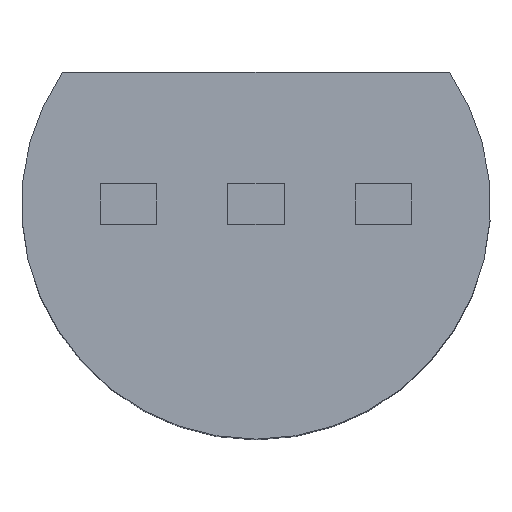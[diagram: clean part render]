
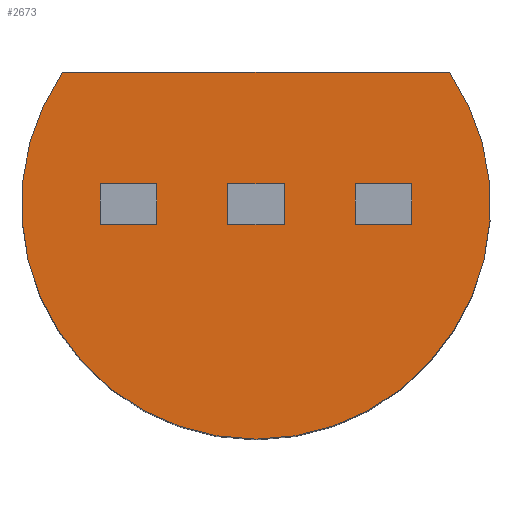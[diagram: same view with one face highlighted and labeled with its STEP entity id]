
A CAD part, top view. The second image highlights one B-rep face of the part: STEP entity #2673.
In plain terms, the highlighted planar face has unit normal (0, 0, 1).
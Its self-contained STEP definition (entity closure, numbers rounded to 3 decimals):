
#16 = VERTEX_POINT ( 'NONE', #1635 ) ;
#162 = EDGE_CURVE ( 'NONE', #4045, #3953, #965, .T. ) ;
#211 = ORIENTED_EDGE ( 'NONE', *, *, #1775, .T. ) ;
#268 = CARTESIAN_POINT ( 'NONE',  ( -1.525, -0.15, 4.6 ) ) ;
#331 = EDGE_LOOP ( 'NONE', ( #1541, #4467, #4308 ) ) ;
#367 = CARTESIAN_POINT ( 'NONE',  ( 1.525, -0.35, 4.6 ) ) ;
#389 = CARTESIAN_POINT ( 'NONE',  ( -0.763, -0.2, 4.6 ) ) ;
#435 = EDGE_CURVE ( 'NONE', #3953, #1208, #2346, .T. ) ;
#467 = FACE_BOUND ( 'NONE', #1487, .T. ) ;
#533 = EDGE_CURVE ( 'NONE', #630, #1377, #4392, .T. ) ;
#618 = CARTESIAN_POINT ( 'NONE',  ( -0.975, 0.2, 4.6 ) ) ;
#630 = VERTEX_POINT ( 'NONE', #2253 ) ;
#656 = DIRECTION ( 'NONE',  ( 1., 0., 0. ) ) ;
#670 = DIRECTION ( 'NONE',  ( 1., 0., 0. ) ) ;
#742 = LINE ( 'NONE', #763, #1331 ) ;
#748 = DIRECTION ( 'NONE',  ( -1., 0., 0. ) ) ;
#763 = CARTESIAN_POINT ( 'NONE',  ( -0.975, -0.35, 4.6 ) ) ;
#801 = DIRECTION ( 'NONE',  ( -1., 0., 0. ) ) ;
#802 = CIRCLE ( 'NONE', #1771, 2.3 ) ;
#829 = CARTESIAN_POINT ( 'NONE',  ( 0.275, -0.2, 4.6 ) ) ;
#838 = VECTOR ( 'NONE', #896, 1000. ) ;
#849 = VERTEX_POINT ( 'NONE', #1517 ) ;
#896 = DIRECTION ( 'NONE',  ( 0., 1., 0. ) ) ;
#932 = ORIENTED_EDGE ( 'NONE', *, *, #435, .T. ) ;
#965 = LINE ( 'NONE', #2344, #838 ) ;
#971 = CARTESIAN_POINT ( 'NONE',  ( 0.763, 0.2, 4.6 ) ) ;
#1014 = VECTOR ( 'NONE', #670, 1000. ) ;
#1054 = VECTOR ( 'NONE', #1400, 1000. ) ;
#1113 = FACE_OUTER_BOUND ( 'NONE', #331, .T. ) ;
#1151 = ORIENTED_EDGE ( 'NONE', *, *, #2199, .T. ) ;
#1157 = ORIENTED_EDGE ( 'NONE', *, *, #3091, .T. ) ;
#1208 = VERTEX_POINT ( 'NONE', #4442 ) ;
#1217 = CARTESIAN_POINT ( 'NONE',  ( -1.897, 1.3, 4.6 ) ) ;
#1224 = VECTOR ( 'NONE', #4063, 1000. ) ;
#1273 = VECTOR ( 'NONE', #2681, 1000. ) ;
#1286 = CARTESIAN_POINT ( 'NONE',  ( -1.897, 1.3, 4.6 ) ) ;
#1331 = VECTOR ( 'NONE', #4166, 1000. ) ;
#1353 = CARTESIAN_POINT ( 'NONE',  ( 0.275, -0.35, 4.6 ) ) ;
#1377 = VERTEX_POINT ( 'NONE', #1217 ) ;
#1400 = DIRECTION ( 'NONE',  ( 0., -1., 0. ) ) ;
#1407 = EDGE_CURVE ( 'NONE', #2214, #2661, #4418, .T. ) ;
#1433 = CARTESIAN_POINT ( 'NONE',  ( -0.975, -0.2, 4.6 ) ) ;
#1463 = VERTEX_POINT ( 'NONE', #1433 ) ;
#1476 = ORIENTED_EDGE ( 'NONE', *, *, #2868, .T. ) ;
#1487 = EDGE_LOOP ( 'NONE', ( #1151, #1476, #1714, #932 ) ) ;
#1517 = CARTESIAN_POINT ( 'NONE',  ( -1.525, -0.2, 4.6 ) ) ;
#1541 = ORIENTED_EDGE ( 'NONE', *, *, #1884, .T. ) ;
#1606 = LINE ( 'NONE', #3081, #1014 ) ;
#1635 = CARTESIAN_POINT ( 'NONE',  ( -1.525, 0.2, 4.6 ) ) ;
#1714 = ORIENTED_EDGE ( 'NONE', *, *, #162, .T. ) ;
#1723 = LINE ( 'NONE', #3830, #1273 ) ;
#1736 = CIRCLE ( 'NONE', #3437, 2.3 ) ;
#1771 = AXIS2_PLACEMENT_3D ( 'NONE', #2712, #2358, #3750 ) ;
#1775 = EDGE_CURVE ( 'NONE', #3429, #3529, #3959, .T. ) ;
#1884 = EDGE_CURVE ( 'NONE', #1377, #2002, #1736, .T. ) ;
#1966 = CARTESIAN_POINT ( 'NONE',  ( 0., 0., 4.6 ) ) ;
#2002 = VERTEX_POINT ( 'NONE', #2072 ) ;
#2019 = VECTOR ( 'NONE', #4292, 1000. ) ;
#2072 = CARTESIAN_POINT ( 'NONE',  ( 0., -2.3, 4.6 ) ) ;
#2122 = FACE_BOUND ( 'NONE', #3195, .T. ) ;
#2199 = EDGE_CURVE ( 'NONE', #1208, #3929, #3160, .T. ) ;
#2214 = VERTEX_POINT ( 'NONE', #4128 ) ;
#2240 = AXIS2_PLACEMENT_3D ( 'NONE', #3006, #4375, #3266 ) ;
#2253 = CARTESIAN_POINT ( 'NONE',  ( 1.897, 1.3, 4.6 ) ) ;
#2292 = DIRECTION ( 'NONE',  ( 1., 0., 0. ) ) ;
#2312 = CARTESIAN_POINT ( 'NONE',  ( -0.275, -0.2, 4.6 ) ) ;
#2344 = CARTESIAN_POINT ( 'NONE',  ( -0.275, -0.15, 4.6 ) ) ;
#2346 = LINE ( 'NONE', #3743, #4127 ) ;
#2358 = DIRECTION ( 'NONE',  ( 0., 0., 1. ) ) ;
#2406 = ORIENTED_EDGE ( 'NONE', *, *, #1407, .T. ) ;
#2443 = LINE ( 'NONE', #367, #1054 ) ;
#2497 = PLANE ( 'NONE',  #2240 ) ;
#2507 = VECTOR ( 'NONE', #4121, 1000. ) ;
#2546 = CARTESIAN_POINT ( 'NONE',  ( 0.487, -0.2, 4.6 ) ) ;
#2586 = ORIENTED_EDGE ( 'NONE', *, *, #4225, .T. ) ;
#2661 = VERTEX_POINT ( 'NONE', #3582 ) ;
#2673 = ADVANCED_FACE ( 'NONE', ( #2122, #467, #4222, #1113 ), #2497, .T. ) ;
#2681 = DIRECTION ( 'NONE',  ( 0., 1., 0. ) ) ;
#2712 = CARTESIAN_POINT ( 'NONE',  ( 0., 0., 4.6 ) ) ;
#2726 = EDGE_LOOP ( 'NONE', ( #2586, #2935, #3888, #3559 ) ) ;
#2745 = EDGE_CURVE ( 'NONE', #16, #4008, #1606, .T. ) ;
#2752 = DIRECTION ( 'NONE',  ( 0., -1., 0. ) ) ;
#2768 = LINE ( 'NONE', #268, #2507 ) ;
#2868 = EDGE_CURVE ( 'NONE', #3929, #4045, #4356, .T. ) ;
#2899 = CARTESIAN_POINT ( 'NONE',  ( -0.138, -0.2, 4.6 ) ) ;
#2935 = ORIENTED_EDGE ( 'NONE', *, *, #3099, .T. ) ;
#2993 = EDGE_CURVE ( 'NONE', #2002, #630, #802, .T. ) ;
#3006 = CARTESIAN_POINT ( 'NONE',  ( 0., -0.5, 4.6 ) ) ;
#3064 = ORIENTED_EDGE ( 'NONE', *, *, #3233, .T. ) ;
#3081 = CARTESIAN_POINT ( 'NONE',  ( -0.487, 0.2, 4.6 ) ) ;
#3091 = EDGE_CURVE ( 'NONE', #2661, #3429, #2443, .T. ) ;
#3099 = EDGE_CURVE ( 'NONE', #1463, #849, #3502, .T. ) ;
#3160 = LINE ( 'NONE', #1353, #3642 ) ;
#3195 = EDGE_LOOP ( 'NONE', ( #1157, #211, #3064, #2406 ) ) ;
#3233 = EDGE_CURVE ( 'NONE', #3529, #2214, #1723, .T. ) ;
#3237 = DIRECTION ( 'NONE',  ( 1., 0., 0. ) ) ;
#3266 = DIRECTION ( 'NONE',  ( 1., 0., 0. ) ) ;
#3288 = VECTOR ( 'NONE', #801, 1000. ) ;
#3406 = VECTOR ( 'NONE', #748, 1000. ) ;
#3429 = VERTEX_POINT ( 'NONE', #3610 ) ;
#3437 = AXIS2_PLACEMENT_3D ( 'NONE', #1966, #4091, #2292 ) ;
#3502 = LINE ( 'NONE', #389, #3406 ) ;
#3529 = VERTEX_POINT ( 'NONE', #4138 ) ;
#3559 = ORIENTED_EDGE ( 'NONE', *, *, #2745, .T. ) ;
#3582 = CARTESIAN_POINT ( 'NONE',  ( 1.525, 0.2, 4.6 ) ) ;
#3606 = EDGE_CURVE ( 'NONE', #849, #16, #2768, .T. ) ;
#3610 = CARTESIAN_POINT ( 'NONE',  ( 1.525, -0.2, 4.6 ) ) ;
#3642 = VECTOR ( 'NONE', #2752, 1000. ) ;
#3743 = CARTESIAN_POINT ( 'NONE',  ( 0.138, 0.2, 4.6 ) ) ;
#3750 = DIRECTION ( 'NONE',  ( 1., 0., 0. ) ) ;
#3830 = CARTESIAN_POINT ( 'NONE',  ( 0.975, -0.15, 4.6 ) ) ;
#3867 = CARTESIAN_POINT ( 'NONE',  ( -0.275, 0.2, 4.6 ) ) ;
#3888 = ORIENTED_EDGE ( 'NONE', *, *, #3606, .T. ) ;
#3929 = VERTEX_POINT ( 'NONE', #829 ) ;
#3953 = VERTEX_POINT ( 'NONE', #3867 ) ;
#3959 = LINE ( 'NONE', #2546, #3288 ) ;
#4008 = VERTEX_POINT ( 'NONE', #618 ) ;
#4045 = VERTEX_POINT ( 'NONE', #2312 ) ;
#4063 = DIRECTION ( 'NONE',  ( -1., 0., 0. ) ) ;
#4091 = DIRECTION ( 'NONE',  ( 0., 0., 1. ) ) ;
#4121 = DIRECTION ( 'NONE',  ( 0., 1., 0. ) ) ;
#4127 = VECTOR ( 'NONE', #3237, 1000. ) ;
#4128 = CARTESIAN_POINT ( 'NONE',  ( 0.975, 0.2, 4.6 ) ) ;
#4138 = CARTESIAN_POINT ( 'NONE',  ( 0.975, -0.2, 4.6 ) ) ;
#4148 = VECTOR ( 'NONE', #656, 1000. ) ;
#4166 = DIRECTION ( 'NONE',  ( 0., -1., 0. ) ) ;
#4222 = FACE_BOUND ( 'NONE', #2726, .T. ) ;
#4225 = EDGE_CURVE ( 'NONE', #4008, #1463, #742, .T. ) ;
#4292 = DIRECTION ( 'NONE',  ( -1., 0., 0. ) ) ;
#4308 = ORIENTED_EDGE ( 'NONE', *, *, #533, .T. ) ;
#4356 = LINE ( 'NONE', #2899, #2019 ) ;
#4375 = DIRECTION ( 'NONE',  ( 0., 0., 1. ) ) ;
#4392 = LINE ( 'NONE', #1286, #1224 ) ;
#4418 = LINE ( 'NONE', #971, #4148 ) ;
#4442 = CARTESIAN_POINT ( 'NONE',  ( 0.275, 0.2, 4.6 ) ) ;
#4467 = ORIENTED_EDGE ( 'NONE', *, *, #2993, .T. ) ;
